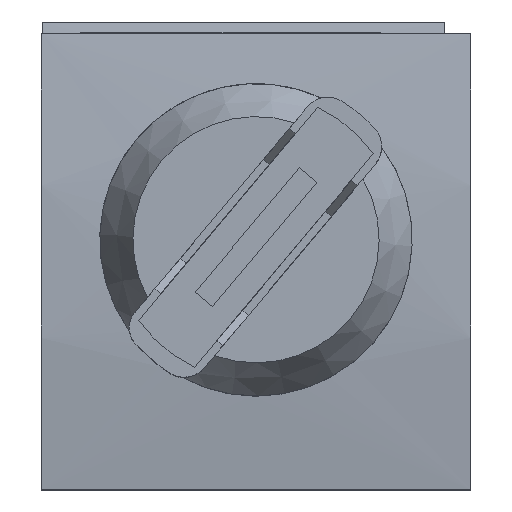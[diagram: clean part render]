
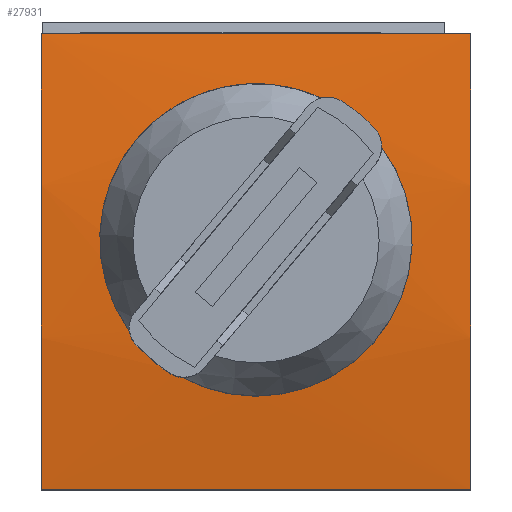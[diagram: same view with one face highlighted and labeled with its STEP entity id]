
A CAD part, top view. The second image highlights one B-rep face of the part: STEP entity #27931.
In plain terms, the highlighted cylindrical face has radius 274.875 mm (diameter 549.75 mm), a partial arc.
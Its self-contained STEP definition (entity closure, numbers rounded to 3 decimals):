
#23791=DIRECTION('',(1.,0.,0.));
#23792=VECTOR('',#23791,80.);
#23793=CARTESIAN_POINT('',(0.,85.,284.995));
#23794=LINE('',#23793,#23792);
#23805=CARTESIAN_POINT('',(62.123,67.263,287.182));
#23806=CARTESIAN_POINT('',(61.53,67.91,287.124));
#23807=CARTESIAN_POINT('',(60.295,69.146,287.007));
#23808=CARTESIAN_POINT('',(58.28,70.836,286.837));
#23809=CARTESIAN_POINT('',(56.85,71.837,286.73));
#23810=CARTESIAN_POINT('',(56.111,72.307,286.679));
#23815=CARTESIAN_POINT('',(56.111,72.307,286.679));
#23816=CARTESIAN_POINT('',(55.731,72.549,286.653));
#23817=CARTESIAN_POINT('',(54.938,72.917,286.612));
#23818=CARTESIAN_POINT('',(53.597,73.145,286.586));
#23819=CARTESIAN_POINT('',(52.737,73.061,286.596));
#23820=CARTESIAN_POINT('',(52.305,72.962,286.607));
#23825=CARTESIAN_POINT('',(16.419,29.515,287.993));
#23826=CARTESIAN_POINT('',(16.465,29.163,287.976));
#23827=CARTESIAN_POINT('',(16.631,28.487,287.943));
#23828=CARTESIAN_POINT('',(17.154,27.493,287.891));
#23829=CARTESIAN_POINT('',(17.615,26.974,287.861));
#23830=CARTESIAN_POINT('',(17.877,26.737,287.848));
#23835=CARTESIAN_POINT('',(17.877,26.737,287.848));
#23836=CARTESIAN_POINT('',(19.29,25.462,287.774));
#23837=CARTESIAN_POINT('',(20.703,24.188,287.692));
#23838=CARTESIAN_POINT('',(22.116,22.913,287.601));
#23843=CARTESIAN_POINT('',(22.116,22.913,287.601));
#23844=CARTESIAN_POINT('',(22.404,22.699,287.586));
#23845=CARTESIAN_POINT('',(22.988,22.282,287.556));
#23846=CARTESIAN_POINT('',(23.586,21.886,287.526));
#23847=CARTESIAN_POINT('',(23.889,21.693,287.511));
#23852=CARTESIAN_POINT('',(23.889,21.693,287.511));
#23853=CARTESIAN_POINT('',(24.247,21.465,287.494));
#23854=CARTESIAN_POINT('',(25.001,21.111,287.467));
#23855=CARTESIAN_POINT('',(25.826,20.949,287.454));
#23856=CARTESIAN_POINT('',(26.256,20.921,287.452));
#23861=CARTESIAN_POINT('',(63.418,63.871,287.468));
#23862=CARTESIAN_POINT('',(63.419,64.285,287.436));
#23863=CARTESIAN_POINT('',(63.325,65.089,287.371));
#23864=CARTESIAN_POINT('',(62.869,66.286,287.27));
#23865=CARTESIAN_POINT('',(62.402,66.952,287.21));
#23866=CARTESIAN_POINT('',(62.123,67.263,287.182));
#23871=CARTESIAN_POINT('',(80.,42.5,13.425));
#23872=DIRECTION('',(1.,0.,0.));
#23873=DIRECTION('',(0.,0.155,0.988));
#23874=AXIS2_PLACEMENT_3D('',#23871,#23872,#23873);
#23886=DIRECTION('',(1.,0.,0.));
#23887=VECTOR('',#23886,80.);
#23888=CARTESIAN_POINT('',(0.,0.,284.995));
#23889=LINE('',#23888,#23887);
#23900=CARTESIAN_POINT('',(0.,42.5,13.425));
#23901=DIRECTION('',(1.,0.,0.));
#23902=DIRECTION('',(0.,0.155,0.988));
#23903=AXIS2_PLACEMENT_3D('',#23900,#23901,#23902);
#23929=CARTESIAN_POINT('',(16.419,29.515,287.993));
#23930=CARTESIAN_POINT('',(15.346,30.997,288.063));
#23931=CARTESIAN_POINT('',(13.483,34.161,288.189));
#23932=CARTESIAN_POINT('',(11.629,39.338,288.299));
#23933=CARTESIAN_POINT('',(10.776,44.763,288.309));
#23934=CARTESIAN_POINT('',(10.95,50.251,288.209));
#23935=CARTESIAN_POINT('',(12.148,55.617,288.004));
#23936=CARTESIAN_POINT('',(14.332,60.674,287.713));
#23937=CARTESIAN_POINT('',(17.431,65.239,287.369));
#23938=CARTESIAN_POINT('',(21.333,69.142,287.013));
#23939=CARTESIAN_POINT('',(25.892,72.241,286.691));
#23940=CARTESIAN_POINT('',(30.941,74.426,286.441));
#23941=CARTESIAN_POINT('',(36.299,75.627,286.297));
#23942=CARTESIAN_POINT('',(41.781,75.807,286.275));
#23943=CARTESIAN_POINT('',(47.2,74.963,286.377));
#23944=CARTESIAN_POINT('',(50.651,73.733,286.521));
#23945=CARTESIAN_POINT('',(52.305,72.962,286.607));
#23987=CARTESIAN_POINT('',(63.418,63.871,287.468));
#23988=CARTESIAN_POINT('',(64.532,62.363,287.586));
#23989=CARTESIAN_POINT('',(66.465,59.133,287.812));
#23990=CARTESIAN_POINT('',(68.379,53.829,288.085));
#23991=CARTESIAN_POINT('',(69.24,48.268,288.259));
#23992=CARTESIAN_POINT('',(69.024,42.65,288.319));
#23993=CARTESIAN_POINT('',(67.737,37.172,288.266));
#23994=CARTESIAN_POINT('',(65.422,32.034,288.115));
#23995=CARTESIAN_POINT('',(62.16,27.428,287.898));
#23996=CARTESIAN_POINT('',(58.071,23.53,287.652));
#23997=CARTESIAN_POINT('',(53.311,20.491,287.421));
#23998=CARTESIAN_POINT('',(48.063,18.423,287.245));
#23999=CARTESIAN_POINT('',(42.523,17.401,287.152));
#24000=CARTESIAN_POINT('',(36.894,17.457,287.157));
#24001=CARTESIAN_POINT('',(31.376,18.59,287.26));
#24002=CARTESIAN_POINT('',(27.907,20.037,287.382));
#24003=CARTESIAN_POINT('',(26.256,20.921,287.452));
#26707=CARTESIAN_POINT('',(0.,85.,284.995));
#26708=CARTESIAN_POINT('',(80.,85.,284.995));
#26709=VERTEX_POINT('',#26707);
#26710=VERTEX_POINT('',#26708);
#26711=CARTESIAN_POINT('',(0.,0.,284.995));
#26712=VERTEX_POINT('',#26711);
#26713=CARTESIAN_POINT('',(80.,0.,284.995));
#26714=VERTEX_POINT('',#26713);
#27057=VERTEX_POINT('',#23805);
#27058=VERTEX_POINT('',#23810);
#27059=VERTEX_POINT('',#23820);
#27060=VERTEX_POINT('',#23825);
#27061=VERTEX_POINT('',#23830);
#27062=VERTEX_POINT('',#23838);
#27063=VERTEX_POINT('',#23847);
#27064=VERTEX_POINT('',#23856);
#27065=VERTEX_POINT('',#23861);
#27897=CARTESIAN_POINT('',(80.,42.5,13.425));
#27898=DIRECTION('',(1.,0.,0.));
#27899=DIRECTION('',(0.,0.,1.));
#27900=AXIS2_PLACEMENT_3D('',#27897,#27898,#27899);
#27901=CYLINDRICAL_SURFACE('',#27900,274.875);
#27902=ORIENTED_EDGE('',*,*,#27875,.T.);
#27904=ORIENTED_EDGE('',*,*,#27903,.T.);
#27906=ORIENTED_EDGE('',*,*,#27905,.F.);
#27908=ORIENTED_EDGE('',*,*,#27907,.F.);
#27909=EDGE_LOOP('',(#27902,#27904,#27906,#27908));
#27910=FACE_OUTER_BOUND('',#27909,.F.);
#27912=ORIENTED_EDGE('',*,*,#27911,.T.);
#27914=ORIENTED_EDGE('',*,*,#27913,.T.);
#27916=ORIENTED_EDGE('',*,*,#27915,.F.);
#27918=ORIENTED_EDGE('',*,*,#27917,.T.);
#27920=ORIENTED_EDGE('',*,*,#27919,.T.);
#27922=ORIENTED_EDGE('',*,*,#27921,.T.);
#27924=ORIENTED_EDGE('',*,*,#27923,.T.);
#27926=ORIENTED_EDGE('',*,*,#27925,.F.);
#27928=ORIENTED_EDGE('',*,*,#27927,.T.);
#27929=EDGE_LOOP('',(#27912,#27914,#27916,#27918,#27920,#27922,#27924,#27926,
#27928));
#27930=FACE_BOUND('',#27929,.F.);
#23811=B_SPLINE_CURVE_WITH_KNOTS('',3,(#23805,#23806,#23807,#23808,#23809,
#23810),.UNSPECIFIED.,.F.,.F.,(4,1,1,4),(0.,0.333,
0.667,1.),.UNSPECIFIED.);
#23821=B_SPLINE_CURVE_WITH_KNOTS('',3,(#23815,#23816,#23817,#23818,#23819,
#23820),.UNSPECIFIED.,.F.,.F.,(4,1,1,4),(0.,0.333,
0.667,1.),.UNSPECIFIED.);
#23831=B_SPLINE_CURVE_WITH_KNOTS('',3,(#23825,#23826,#23827,#23828,#23829,
#23830),.UNSPECIFIED.,.F.,.F.,(4,1,1,4),(0.,0.333,
0.667,1.),.UNSPECIFIED.);
#23839=B_SPLINE_CURVE_WITH_KNOTS('',3,(#23835,#23836,#23837,#23838),
.UNSPECIFIED.,.F.,.F.,(4,4),(0.,1.),.UNSPECIFIED.);
#23848=B_SPLINE_CURVE_WITH_KNOTS('',3,(#23843,#23844,#23845,#23846,#23847),
.UNSPECIFIED.,.F.,.F.,(4,1,4),(0.,0.5,1.),.UNSPECIFIED.);
#23857=B_SPLINE_CURVE_WITH_KNOTS('',3,(#23852,#23853,#23854,#23855,#23856),
.UNSPECIFIED.,.F.,.F.,(4,1,4),(0.,0.5,1.),.UNSPECIFIED.);
#23867=B_SPLINE_CURVE_WITH_KNOTS('',3,(#23861,#23862,#23863,#23864,#23865,
#23866),.UNSPECIFIED.,.F.,.F.,(4,1,1,4),(0.,0.333,
0.667,1.),.UNSPECIFIED.);
#23875=CIRCLE('',#23874,274.875);
#23904=CIRCLE('',#23903,274.875);
#23946=B_SPLINE_CURVE_WITH_KNOTS('',3,(#23929,#23930,#23931,#23932,#23933,
#23934,#23935,#23936,#23937,#23938,#23939,#23940,#23941,#23942,#23943,#23944,
#23945),.UNSPECIFIED.,.F.,.F.,(4,1,1,1,1,1,1,1,1,1,1,1,1,1,4),(0.,
0.071,0.143,0.214,0.286,
0.357,0.429,0.5,0.571,0.643,
0.714,0.786,0.857,0.929,1.),
.UNSPECIFIED.);
#24004=B_SPLINE_CURVE_WITH_KNOTS('',3,(#23987,#23988,#23989,#23990,#23991,
#23992,#23993,#23994,#23995,#23996,#23997,#23998,#23999,#24000,#24001,#24002,
#24003),.UNSPECIFIED.,.F.,.F.,(4,1,1,1,1,1,1,1,1,1,1,1,1,1,4),(0.,
0.071,0.143,0.214,0.286,
0.357,0.429,0.5,0.571,0.643,
0.714,0.786,0.857,0.929,1.),
.UNSPECIFIED.);
#27875=EDGE_CURVE('',#26709,#26710,#23794,.T.);
#27903=EDGE_CURVE('',#26710,#26714,#23875,.T.);
#27905=EDGE_CURVE('',#26712,#26714,#23889,.T.);
#27907=EDGE_CURVE('',#26709,#26712,#23904,.T.);
#27911=EDGE_CURVE('',#27057,#27058,#23811,.T.);
#27913=EDGE_CURVE('',#27058,#27059,#23821,.T.);
#27915=EDGE_CURVE('',#27060,#27059,#23946,.T.);
#27917=EDGE_CURVE('',#27060,#27061,#23831,.T.);
#27919=EDGE_CURVE('',#27061,#27062,#23839,.T.);
#27921=EDGE_CURVE('',#27062,#27063,#23848,.T.);
#27923=EDGE_CURVE('',#27063,#27064,#23857,.T.);
#27925=EDGE_CURVE('',#27065,#27064,#24004,.T.);
#27927=EDGE_CURVE('',#27065,#27057,#23867,.T.);
#27931=ADVANCED_FACE('',(#27910,#27930),#27901,.T.);
